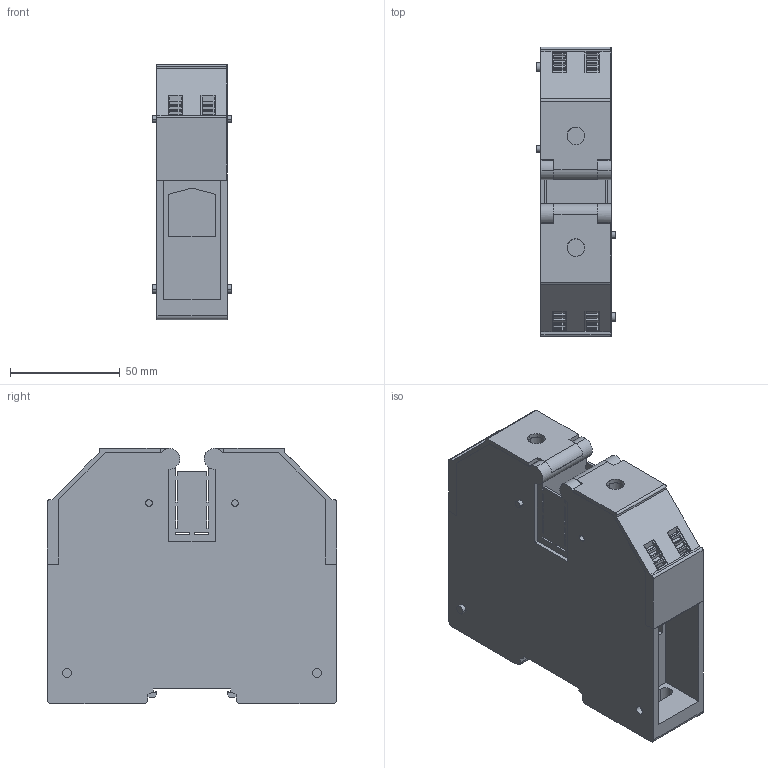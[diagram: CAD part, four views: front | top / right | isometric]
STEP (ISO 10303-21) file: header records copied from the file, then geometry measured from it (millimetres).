
FILE_DESCRIPTION(('CATIA V5 STEP Exchange','CAx-IF Rec.Pracs.--- Model Styling and Organization---1.4--- 2014-01-23'),'2;1');
FILE_NAME ('D1446788_0', '2020-04-29T03:55:46+00:00', ('none'), ('Weidmueller'), 'CATIA Version 5-6 Release 2016 SP3 HF44', 'CATIA V5 STEP AP214', 'none');
FILE_SCHEMA(('AUTOMOTIVE_DESIGN { 1 0 10303 214 1 1 1 1 }'));
Length unit declared in the file: millimetre
Products named in the file (1): 1019700000_WPE_120-150
Bounding box: 36 x 132 x 116.5 mm (x, y, z)
Volume: 365802 mm3; surface area: 71448.4 mm2
Topology: 7 solids, 7 shells, 440 faces, 1384 edges, 944 vertices
Faces by surface type: plane 360, cylinder 72, extrusion 6, cone 2
Entity records: 15556 total; most frequent: CARTESIAN_POINT 3355, ORIENTED_EDGE 2768, DIRECTION 1904, EDGE_CURVE 1384, VECTOR 1203, LINE 1197, VERTEX_POINT 944, EDGE_LOOP 498
